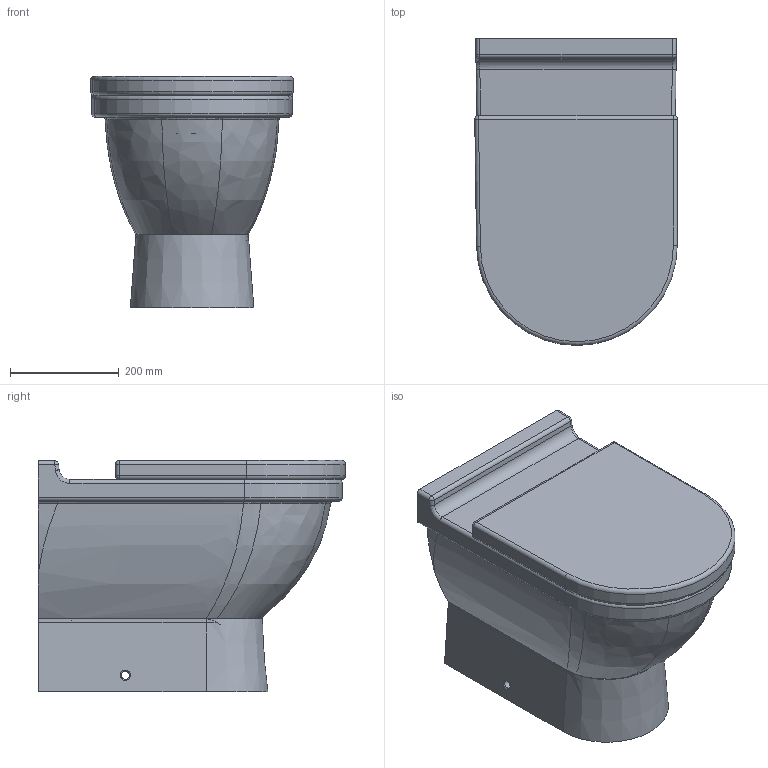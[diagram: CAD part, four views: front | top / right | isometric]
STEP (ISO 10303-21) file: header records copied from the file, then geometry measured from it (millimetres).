
FILE_DESCRIPTION((''),'2;1');
FILE_NAME('012409.stp','2007-08-06T08:54:15',('Huebner'),(''),'Autodesk Inventor 11','Autodesk Inventor 11','');
FILE_SCHEMA(('AUTOMOTIVE_DESIGN { 1 0 10303 214 1 1 1 1 }'));
Length unit declared in the file: millimetre
Products named in the file (3): 012409; 006381
Assembly tree (2 placements, depth 2):
  012409
    012409
    006381
Bounding box: 373.23 x 565.89 x 425.9 mm (x, y, z)
Volume: 38880678.2 mm3; surface area: 1556961.3 mm2
Topology: 4 solids, 4 shells, 156 faces, 357 edges, 208 vertices
Faces by surface type: bspline 47, plane 44, cylinder 43, torus 14, sphere 6, cone 2
Full cylindrical faces by diameter (mm): 15 x1, 20 x2, 26 x2, 52 x1, 102 x1
Entity records: 18422 total; most frequent: CARTESIAN_POINT 15169, ORIENTED_EDGE 680, DIRECTION 596, EDGE_CURVE 340, AXIS2_PLACEMENT_3D 239, VERTEX_POINT 206, EDGE_LOOP 174, FACE_OUTER_BOUND 156
